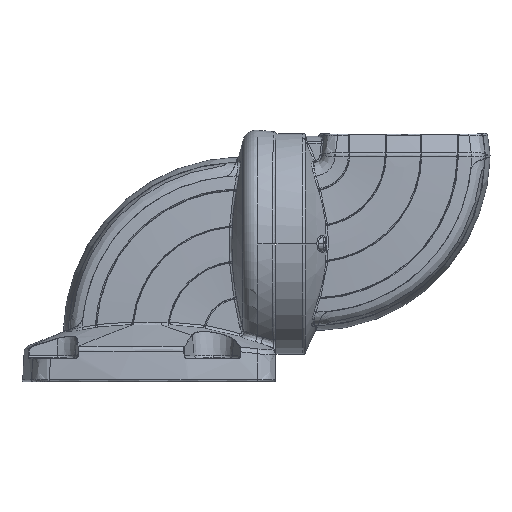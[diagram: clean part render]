
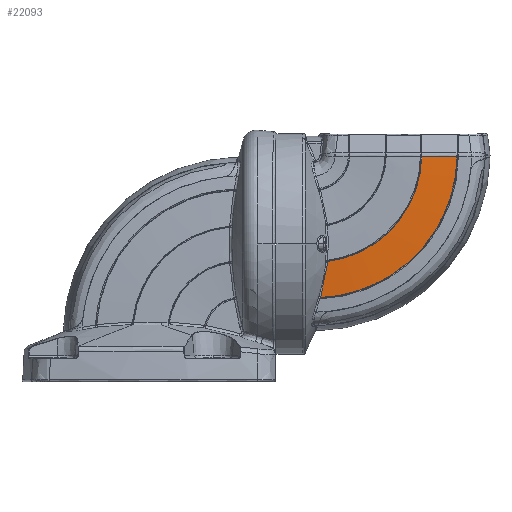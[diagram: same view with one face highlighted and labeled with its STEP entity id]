
A CAD part, left-side view. The second image highlights one B-rep face of the part: STEP entity #22093.
In plain terms, the highlighted toroidal (fillet/blend) face has major radius 67.882 mm and minor radius 403.824 mm.
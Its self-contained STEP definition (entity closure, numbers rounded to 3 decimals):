
#2749 = DIRECTION ( 'NONE',  ( -1., 0., 0. ) ) ;
#5100 = CARTESIAN_POINT ( 'NONE',  ( -6.654, -108.007, 166.959 ) ) ;
#6447 = CARTESIAN_POINT ( 'NONE',  ( -8.482, -112.81, 194.359 ) ) ;
#6854 = B_SPLINE_CURVE_WITH_KNOTS ( 'NONE', 3,
 ( #5100, #141156, #93081, #33005, #81513, #20889 ),
 .UNSPECIFIED., .F., .F.,
 ( 4, 2, 4 ),
 ( 0., 0., 0.001 ),
 .UNSPECIFIED. ) ;
#9263 = CARTESIAN_POINT ( 'NONE',  ( -8.171, -193.052, 273.931 ) ) ;
#9822 = CARTESIAN_POINT ( 'NONE',  ( 395.1, -102.242, 275.525 ) ) ;
#9966 = CARTESIAN_POINT ( 'NONE',  ( -6.654, -114.806, 167.32 ) ) ;
#10477 = CARTESIAN_POINT ( 'NONE',  ( -6.654, -185.3, 205.044 ) ) ;
#17562 = CARTESIAN_POINT ( 'NONE',  ( -8.482, -112.836, 194.364 ) ) ;
#20889 = CARTESIAN_POINT ( 'NONE',  ( -6.677, -107.151, 167.147 ) ) ;
#22093 = ADVANCED_FACE ( 'NONE', ( #128688 ), #90932, .T. ) ;
#31417 = VERTEX_POINT ( 'NONE', #86167 ) ;
#33005 = CARTESIAN_POINT ( 'NONE',  ( -6.663, -107.419, 167.025 ) ) ;
#33177 = CARTESIAN_POINT ( 'NONE',  ( -6.654, -207.368, 246.982 ) ) ;
#35045 = CARTESIAN_POINT ( 'NONE',  ( -7.562, -202.015, 273.93 ) ) ;
#35381 = ORIENTED_EDGE ( 'NONE', *, *, #124561, .F. ) ;
#38862 = CARTESIAN_POINT ( 'NONE',  ( -8.325, -112.135, 189.71 ) ) ;
#42916 = EDGE_CURVE ( 'NONE', #151469, #31417, #78532, .T. ) ;
#48064 = AXIS2_PLACEMENT_3D ( 'NONE', #99707, #2749, #131992 ) ;
#51172 = EDGE_CURVE ( 'NONE', #151469, #144072, #93642, .T. ) ;
#54493 = ORIENTED_EDGE ( 'NONE', *, *, #136409, .F. ) ;
#55503 = CARTESIAN_POINT ( 'NONE',  ( -8.481, -112.65, 194.318 ) ) ;
#57228 = ORIENTED_EDGE ( 'NONE', *, *, #51172, .T. ) ;
#57605 = EDGE_LOOP ( 'NONE', ( #154983, #35381, #148674, #57228, #146248, #54493 ) ) ;
#57970 = CARTESIAN_POINT ( 'NONE',  ( -6.654, -159.564, 182.895 ) ) ;
#61886 = CARTESIAN_POINT ( 'NONE',  ( -8.481, -112.65, 194.318 ) ) ;
#63102 = CARTESIAN_POINT ( 'NONE',  ( -8.096, -111.373, 185.146 ) ) ;
#65550 = CARTESIAN_POINT ( 'NONE',  ( -8.482, -112.686, 194.329 ) ) ;
#68761 = CARTESIAN_POINT ( 'NONE',  ( -8.482, -184.076, 273.934 ) ) ;
#69575 = CARTESIAN_POINT ( 'NONE',  ( -6.654, -200.187, 227.849 ) ) ;
#70589 = CARTESIAN_POINT ( 'NONE',  ( -6.654, -141.254, 173.818 ) ) ;
#73641 = CARTESIAN_POINT ( 'NONE',  ( -7.121, -108.378, 171.598 ) ) ;
#78532 = B_SPLINE_CURVE_WITH_KNOTS ( 'NONE', 3,
 ( #92756, #141328, #153516, #33177, #117550, #69575, #154552, #155067, #10477, #82718, #142890, #57970, #142369, #70589, #106432, #82209, #9966, #94291 ),
 .UNSPECIFIED., .F., .F.,
 ( 4, 2, 2, 2, 2, 2, 2, 2, 4 ),
 ( 0., 0.123, 0.247, 0.37, 0.494, 0.617, 0.741, 0.864, 0.988 ),
 .UNSPECIFIED. ) ;
#80979 = CARTESIAN_POINT ( 'NONE',  ( -8.482, -184.076, 273.934 ) ) ;
#81513 = CARTESIAN_POINT ( 'NONE',  ( -6.669, -107.281, 167.074 ) ) ;
#81717 = CARTESIAN_POINT ( 'NONE',  ( -6.654, -210.95, 273.928 ) ) ;
#82209 = CARTESIAN_POINT ( 'NONE',  ( -6.654, -121.571, 168.322 ) ) ;
#82718 = CARTESIAN_POINT ( 'NONE',  ( -6.654, -175.857, 195.232 ) ) ;
#84605 = CIRCLE ( 'NONE', #48064, 81.849 ) ;
#85656 = CARTESIAN_POINT ( 'NONE',  ( -6.677, -107.151, 167.147 ) ) ;
#86167 = CARTESIAN_POINT ( 'NONE',  ( -6.654, -108.007, 166.959 ) ) ;
#87843 = CARTESIAN_POINT ( 'NONE',  ( -8.481, -112.65, 194.318 ) ) ;
#90932 = TOROIDAL_SURFACE ( 'NONE', #128148, 67.882, 403.824 ) ;
#92756 = CARTESIAN_POINT ( 'NONE',  ( -6.654, -210.95, 273.928 ) ) ;
#93081 = CARTESIAN_POINT ( 'NONE',  ( -6.655, -107.709, 166.963 ) ) ;
#93642 = B_SPLINE_CURVE_WITH_KNOTS ( 'NONE', 3,
 ( #130043, #35045, #9263, #80979 ),
 .UNSPECIFIED., .F., .F.,
 ( 4, 4 ),
 ( 0., 0.027 ),
 .UNSPECIFIED. ) ;
#94291 = CARTESIAN_POINT ( 'NONE',  ( -6.654, -108.007, 166.959 ) ) ;
#95039 = CARTESIAN_POINT ( 'NONE',  ( -8.482, -112.836, 194.364 ) ) ;
#95771 = B_SPLINE_CURVE_WITH_KNOTS ( 'NONE', 3,
 ( #145977, #73641, #134831, #63102, #38862, #87843 ),
 .UNSPECIFIED., .F., .F.,
 ( 4, 2, 4 ),
 ( 0., 0.014, 0.028 ),
 .UNSPECIFIED. ) ;
#96200 = DIRECTION ( 'NONE',  ( 0., 0., -1. ) ) ;
#96337 = EDGE_CURVE ( 'NONE', #137888, #153266, #95771, .T. ) ;
#99707 = CARTESIAN_POINT ( 'NONE',  ( -8.482, -102.242, 275.525 ) ) ;
#106432 = CARTESIAN_POINT ( 'NONE',  ( -6.654, -134.795, 171.571 ) ) ;
#108682 = B_SPLINE_CURVE_WITH_KNOTS ( 'NONE', 3,
 ( #55503, #65550, #114024, #139896, #138331, #6447, #17562 ),
 .UNSPECIFIED., .F., .F.,
 ( 4, 3, 4 ),
 ( 0., 0., 0. ),
 .UNSPECIFIED. ) ;
#114024 = CARTESIAN_POINT ( 'NONE',  ( -8.482, -112.722, 194.339 ) ) ;
#117550 = CARTESIAN_POINT ( 'NONE',  ( -6.654, -205.37, 240.442 ) ) ;
#120473 = DIRECTION ( 'NONE',  ( -1., 0., 0. ) ) ;
#124561 = EDGE_CURVE ( 'NONE', #31417, #137888, #6854, .T. ) ;
#128148 = AXIS2_PLACEMENT_3D ( 'NONE', #9822, #120473, #96200 ) ;
#128688 = FACE_OUTER_BOUND ( 'NONE', #57605, .T. ) ;
#130043 = CARTESIAN_POINT ( 'NONE',  ( -6.654, -210.95, 273.928 ) ) ;
#131992 = DIRECTION ( 'NONE',  ( 0., 0., -1. ) ) ;
#134831 = CARTESIAN_POINT ( 'NONE',  ( -7.493, -109.492, 176.083 ) ) ;
#136409 = EDGE_CURVE ( 'NONE', #153266, #150228, #108682, .T. ) ;
#137888 = VERTEX_POINT ( 'NONE', #85656 ) ;
#138331 = CARTESIAN_POINT ( 'NONE',  ( -8.482, -112.785, 194.354 ) ) ;
#139896 = CARTESIAN_POINT ( 'NONE',  ( -8.482, -112.759, 194.348 ) ) ;
#141156 = CARTESIAN_POINT ( 'NONE',  ( -6.654, -107.858, 166.951 ) ) ;
#141328 = CARTESIAN_POINT ( 'NONE',  ( -6.654, -210.85, 267.12 ) ) ;
#142369 = CARTESIAN_POINT ( 'NONE',  ( -6.654, -153.639, 179.48 ) ) ;
#142890 = CARTESIAN_POINT ( 'NONE',  ( -6.654, -170.674, 190.77 ) ) ;
#144072 = VERTEX_POINT ( 'NONE', #68761 ) ;
#145977 = CARTESIAN_POINT ( 'NONE',  ( -6.677, -107.151, 167.147 ) ) ;
#146248 = ORIENTED_EDGE ( 'NONE', *, *, #154340, .F. ) ;
#148674 = ORIENTED_EDGE ( 'NONE', *, *, #42916, .F. ) ;
#150228 = VERTEX_POINT ( 'NONE', #95039 ) ;
#151469 = VERTEX_POINT ( 'NONE', #81717 ) ;
#153266 = VERTEX_POINT ( 'NONE', #61886 ) ;
#153516 = CARTESIAN_POINT ( 'NONE',  ( -6.654, -210.108, 260.322 ) ) ;
#154340 = EDGE_CURVE ( 'NONE', #150228, #144072, #84605, .T. ) ;
#154552 = CARTESIAN_POINT ( 'NONE',  ( -6.654, -197.003, 221.797 ) ) ;
#154983 = ORIENTED_EDGE ( 'NONE', *, *, #96337, .F. ) ;
#155067 = CARTESIAN_POINT ( 'NONE',  ( -6.654, -189.559, 210.394 ) ) ;
